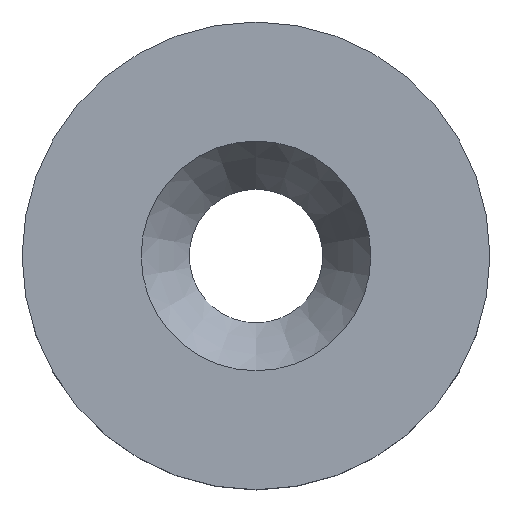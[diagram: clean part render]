
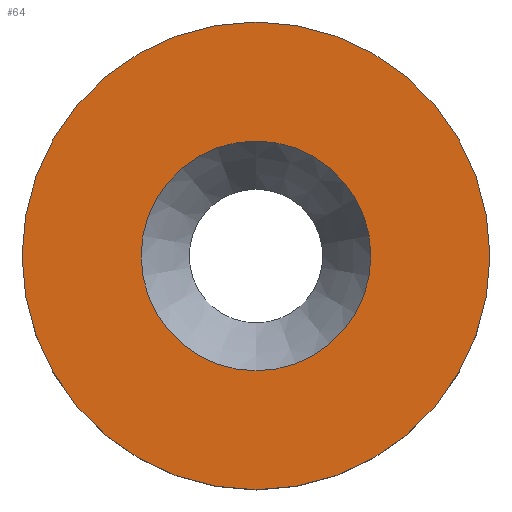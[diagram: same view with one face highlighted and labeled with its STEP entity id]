
A CAD part, top view. The second image highlights one B-rep face of the part: STEP entity #64.
In plain terms, the highlighted planar face has unit normal (0, 0, 1).
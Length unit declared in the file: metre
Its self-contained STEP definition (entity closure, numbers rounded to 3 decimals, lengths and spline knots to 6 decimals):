
#13=PLANE('',#86);
#19=ORIENTED_EDGE('',*,*,#29,.T.);
#20=ORIENTED_EDGE('',*,*,#25,.T.);
#25=EDGE_CURVE('',#30,#30,#35,.T.);
#29=EDGE_CURVE('',#34,#34,#39,.F.);
#30=VERTEX_POINT('',#115);
#34=VERTEX_POINT('',#125);
#35=CIRCLE('',#81,0.0056);
#39=CIRCLE('',#87,0.00275);
#44=EDGE_LOOP('',(#19));
#45=EDGE_LOOP('',(#20));
#54=FACE_BOUND('',#44,.T.);
#55=FACE_BOUND('',#45,.T.);
#64=ADVANCED_FACE('',(#54,#55),#13,.T.);
#81=AXIS2_PLACEMENT_3D('',#114,#94,#95);
#86=AXIS2_PLACEMENT_3D('',#123,#104,#105);
#87=AXIS2_PLACEMENT_3D('',#124,#106,#107);
#94=DIRECTION('',(0.,0.,1.));
#95=DIRECTION('',(0.,-1.,0.));
#104=DIRECTION('',(0.,0.,1.));
#105=DIRECTION('',(1.,0.,0.));
#106=DIRECTION('',(0.,0.,1.));
#107=DIRECTION('',(0.,-1.,0.));
#114=CARTESIAN_POINT('',(0.,0.325,0.012));
#115=CARTESIAN_POINT('',(0.,0.3194,0.012));
#123=CARTESIAN_POINT('',(0.,0.325,0.012));
#124=CARTESIAN_POINT('',(0.,0.325,0.012));
#125=CARTESIAN_POINT('',(0.,0.32225,0.012));
